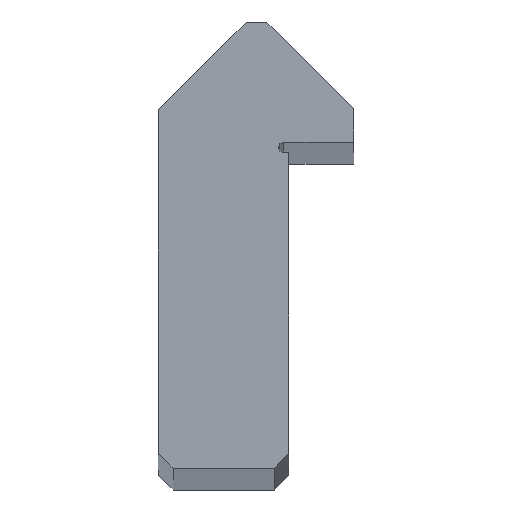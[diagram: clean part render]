
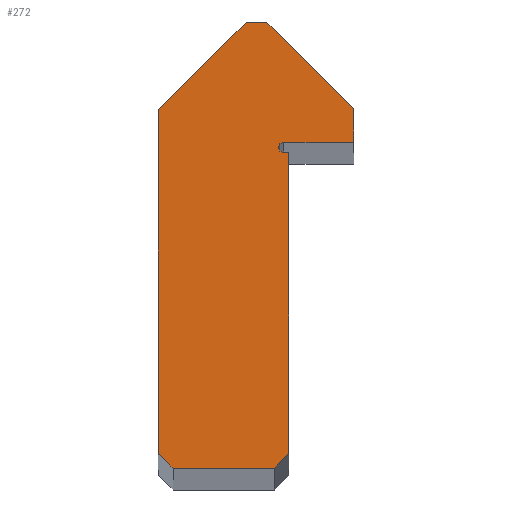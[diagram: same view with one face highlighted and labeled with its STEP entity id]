
A CAD part, top view. The second image highlights one B-rep face of the part: STEP entity #272.
In plain terms, the highlighted planar face has unit normal (0, 0, 1).
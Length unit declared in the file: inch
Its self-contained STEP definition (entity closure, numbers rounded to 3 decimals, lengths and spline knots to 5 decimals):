
#18=CIRCLE('',#289,0.005);
#31=FACE_OUTER_BOUND('',#45,.T.);
#45=EDGE_LOOP('',(#220,#221,#222,#223,#224,#225,#226,#227,#228,#229,#230,
#231));
#50=LINE('',#369,#84);
#54=LINE('',#376,#88);
#57=LINE('',#382,#91);
#60=LINE('',#388,#94);
#63=LINE('',#394,#97);
#66=LINE('',#400,#100);
#67=LINE('',#404,#101);
#73=LINE('',#415,#107);
#76=LINE('',#421,#110);
#79=LINE('',#427,#113);
#81=LINE('',#430,#115);
#84=VECTOR('',#299,0.32886);
#88=VECTOR('',#305,0.02);
#91=VECTOR('',#310,0.09672);
#94=VECTOR('',#315,0.02);
#97=VECTOR('',#320,0.28786);
#100=VECTOR('',#325,0.005);
#101=VECTOR('',#328,0.067);
#107=VECTOR('',#336,0.032);
#110=VECTOR('',#341,0.11738);
#113=VECTOR('',#346,0.02);
#115=VECTOR('',#350,0.11879);
#118=VERTEX_POINT('',#366);
#119=VERTEX_POINT('',#368);
#121=VERTEX_POINT('',#374);
#123=VERTEX_POINT('',#380);
#125=VERTEX_POINT('',#386);
#127=VERTEX_POINT('',#392);
#129=VERTEX_POINT('',#398);
#130=VERTEX_POINT('',#402);
#131=VERTEX_POINT('',#403);
#135=VERTEX_POINT('',#413);
#137=VERTEX_POINT('',#419);
#139=VERTEX_POINT('',#425);
#142=EDGE_CURVE('',#119,#118,#50,.T.);
#146=EDGE_CURVE('',#118,#121,#54,.T.);
#149=EDGE_CURVE('',#121,#123,#57,.T.);
#152=EDGE_CURVE('',#123,#125,#60,.T.);
#155=EDGE_CURVE('',#125,#127,#63,.T.);
#158=EDGE_CURVE('',#127,#129,#66,.T.);
#159=EDGE_CURVE('',#130,#131,#67,.T.);
#165=EDGE_CURVE('',#131,#135,#73,.T.);
#168=EDGE_CURVE('',#135,#137,#76,.T.);
#171=EDGE_CURVE('',#137,#139,#79,.T.);
#173=EDGE_CURVE('',#139,#119,#81,.T.);
#174=EDGE_CURVE('',#129,#130,#18,.T.);
#220=ORIENTED_EDGE('',*,*,#142,.T.);
#221=ORIENTED_EDGE('',*,*,#146,.T.);
#222=ORIENTED_EDGE('',*,*,#149,.T.);
#223=ORIENTED_EDGE('',*,*,#152,.T.);
#224=ORIENTED_EDGE('',*,*,#155,.T.);
#225=ORIENTED_EDGE('',*,*,#158,.T.);
#226=ORIENTED_EDGE('',*,*,#174,.T.);
#227=ORIENTED_EDGE('',*,*,#159,.T.);
#228=ORIENTED_EDGE('',*,*,#165,.T.);
#229=ORIENTED_EDGE('',*,*,#168,.T.);
#230=ORIENTED_EDGE('',*,*,#171,.T.);
#231=ORIENTED_EDGE('',*,*,#173,.T.);
#259=PLANE('',#288);
#272=ADVANCED_FACE('',(#31),#259,.T.);
#288=AXIS2_PLACEMENT_3D('',#431,#351,#352);
#289=AXIS2_PLACEMENT_3D('',#432,#353,#354);
#299=DIRECTION('',(0.,-1.,0.));
#305=DIRECTION('',(0.707,-0.707,0.));
#310=DIRECTION('',(1.,0.,0.));
#315=DIRECTION('',(0.707,0.707,0.));
#320=DIRECTION('',(0.,1.,0.));
#325=DIRECTION('',(-1.,0.,0.));
#328=DIRECTION('',(1.,0.,0.));
#336=DIRECTION('',(0.,1.,0.));
#341=DIRECTION('',(-0.707,0.707,0.));
#346=DIRECTION('',(-1.,0.,0.));
#350=DIRECTION('',(-0.707,-0.707,0.));
#351=DIRECTION('center_axis',(0.,0.,1.));
#352=DIRECTION('ref_axis',(1.,0.,0.));
#353=DIRECTION('center_axis',(0.,0.,-1.));
#354=DIRECTION('ref_axis',(1.,0.,0.));
#366=CARTESIAN_POINT('',(-0.0625,0.01414,12.));
#368=CARTESIAN_POINT('',(-0.0625,0.343,12.));
#369=CARTESIAN_POINT('',(-0.0625,0.343,12.));
#374=CARTESIAN_POINT('',(-0.04836,0.,12.));
#376=CARTESIAN_POINT('',(-0.0625,0.01414,12.));
#380=CARTESIAN_POINT('',(0.04836,0.,12.));
#382=CARTESIAN_POINT('',(-0.04836,0.,12.));
#386=CARTESIAN_POINT('',(0.0625,0.01414,12.));
#388=CARTESIAN_POINT('',(0.04836,0.,12.));
#392=CARTESIAN_POINT('',(0.0625,0.302,12.));
#394=CARTESIAN_POINT('',(0.0625,0.302,12.));
#398=CARTESIAN_POINT('',(0.0575,0.302,12.));
#400=CARTESIAN_POINT('',(0.0525,0.302,12.));
#402=CARTESIAN_POINT('',(0.0575,0.312,12.));
#403=CARTESIAN_POINT('',(0.1245,0.312,12.));
#404=CARTESIAN_POINT('',(0.1245,0.312,12.));
#413=CARTESIAN_POINT('',(0.1245,0.344,12.));
#415=CARTESIAN_POINT('',(0.1245,0.344,12.));
#419=CARTESIAN_POINT('',(0.0415,0.427,12.));
#421=CARTESIAN_POINT('',(0.0415,0.427,12.));
#425=CARTESIAN_POINT('',(0.0215,0.427,12.));
#427=CARTESIAN_POINT('',(0.0215,0.427,12.));
#430=CARTESIAN_POINT('',(-0.0625,0.343,12.));
#431=CARTESIAN_POINT('Origin',(-0.0625,0.,12.));
#432=CARTESIAN_POINT('Origin',(0.0575,0.307,12.));
